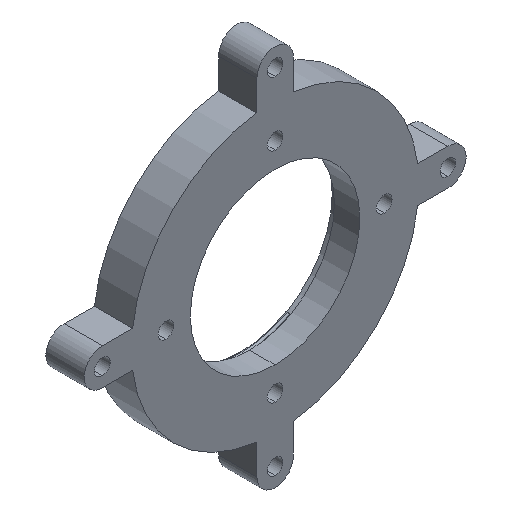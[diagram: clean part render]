
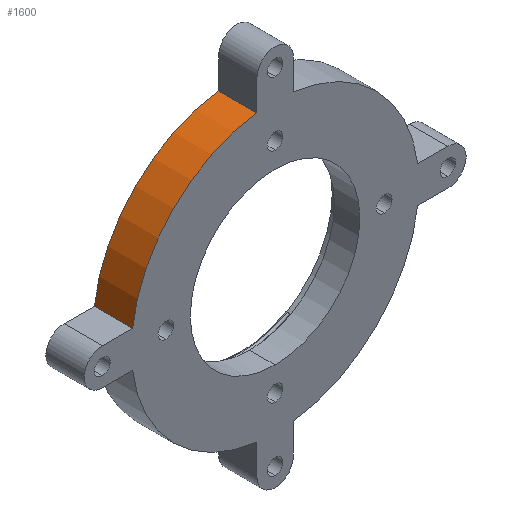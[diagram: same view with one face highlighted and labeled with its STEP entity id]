
A CAD part, isometric view. The second image highlights one B-rep face of the part: STEP entity #1600.
In plain terms, the highlighted cylindrical face has radius 39.5 mm (diameter 79 mm), a partial arc.
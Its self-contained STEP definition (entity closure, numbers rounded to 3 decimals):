
#67 = VERTEX_POINT ( 'NONE', #1738 ) ;
#84 = EDGE_CURVE ( 'NONE', #1829, #1416, #279, .T. ) ;
#122 = ORIENTED_EDGE ( 'NONE', *, *, #790, .T. ) ;
#192 = AXIS2_PLACEMENT_3D ( 'NONE', #1008, #1904, #426 ) ;
#233 = DIRECTION ( 'NONE',  ( 0., -1., 0. ) ) ;
#279 = CIRCLE ( 'NONE', #192, 39.5 ) ;
#311 = CIRCLE ( 'NONE', #1873, 39.5 ) ;
#354 = CARTESIAN_POINT ( 'NONE',  ( -5., -11.555, 39.182 ) ) ;
#368 = DIRECTION ( 'NONE',  ( 0., 0., -1. ) ) ;
#390 = DIRECTION ( 'NONE',  ( 0., 0., -1. ) ) ;
#426 = DIRECTION ( 'NONE',  ( 0., 0., -1. ) ) ;
#444 = EDGE_CURVE ( 'NONE', #1215, #67, #311, .T. ) ;
#506 = CYLINDRICAL_SURFACE ( 'NONE', #1137, 39.5 ) ;
#532 = ORIENTED_EDGE ( 'NONE', *, *, #444, .F. ) ;
#631 = DIRECTION ( 'NONE',  ( 0., -1., 0. ) ) ;
#756 = CARTESIAN_POINT ( 'NONE',  ( -39.182, 15.606, 5. ) ) ;
#758 = ORIENTED_EDGE ( 'NONE', *, *, #84, .T. ) ;
#790 = EDGE_CURVE ( 'NONE', #1416, #67, #1633, .T. ) ;
#873 = CARTESIAN_POINT ( 'NONE',  ( -39.182, -1.048, 5. ) ) ;
#900 = EDGE_CURVE ( 'NONE', #1829, #1215, #940, .T. ) ;
#936 = FACE_OUTER_BOUND ( 'NONE', #1490, .T. ) ;
#940 = LINE ( 'NONE', #1679, #1862 ) ;
#958 = CARTESIAN_POINT ( 'NONE',  ( 0., -1000., 0. ) ) ;
#1008 = CARTESIAN_POINT ( 'NONE',  ( 0., -1.048, 0. ) ) ;
#1034 = VECTOR ( 'NONE', #1035, 1000. ) ;
#1035 = DIRECTION ( 'NONE',  ( 0., -1., 0. ) ) ;
#1080 = DIRECTION ( 'NONE',  ( 0., -1., 0. ) ) ;
#1137 = AXIS2_PLACEMENT_3D ( 'NONE', #958, #631, #368 ) ;
#1215 = VERTEX_POINT ( 'NONE', #354 ) ;
#1416 = VERTEX_POINT ( 'NONE', #873 ) ;
#1490 = EDGE_LOOP ( 'NONE', ( #122, #532, #1783, #758 ) ) ;
#1600 = ADVANCED_FACE ( 'NONE', ( #936 ), #506, .T. ) ;
#1633 = LINE ( 'NONE', #756, #1034 ) ;
#1679 = CARTESIAN_POINT ( 'NONE',  ( -5., 15.606, 39.182 ) ) ;
#1691 = CARTESIAN_POINT ( 'NONE',  ( 0., -11.555, 0. ) ) ;
#1738 = CARTESIAN_POINT ( 'NONE',  ( -39.182, -11.555, 5. ) ) ;
#1778 = CARTESIAN_POINT ( 'NONE',  ( -5., -1.048, 39.182 ) ) ;
#1783 = ORIENTED_EDGE ( 'NONE', *, *, #900, .F. ) ;
#1829 = VERTEX_POINT ( 'NONE', #1778 ) ;
#1862 = VECTOR ( 'NONE', #1080, 1000. ) ;
#1873 = AXIS2_PLACEMENT_3D ( 'NONE', #1691, #233, #390 ) ;
#1904 = DIRECTION ( 'NONE',  ( 0., -1., 0. ) ) ;
